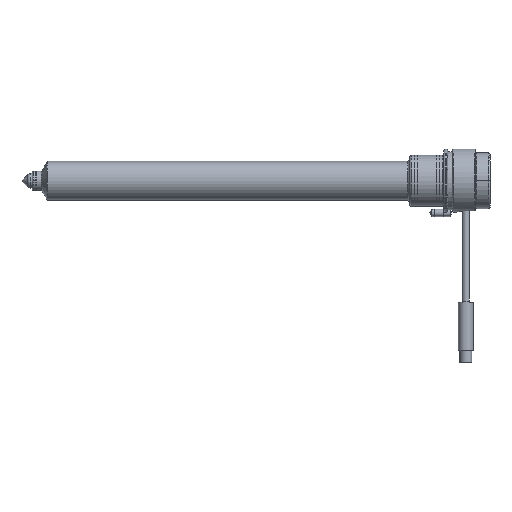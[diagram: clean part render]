
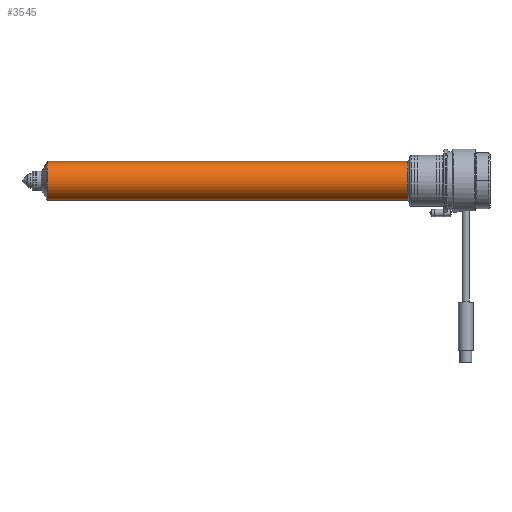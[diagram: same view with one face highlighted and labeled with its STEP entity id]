
A CAD part, top view. The second image highlights one B-rep face of the part: STEP entity #3545.
In plain terms, the highlighted cylindrical face has radius 8 mm (diameter 16 mm), a partial arc.
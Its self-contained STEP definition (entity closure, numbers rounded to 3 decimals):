
#1 = DIRECTION ( 'NONE',  ( 0., 0., -1. ) ) ;
#891 = AXIS2_PLACEMENT_3D ( 'NONE', #15429, #1, #3980 ) ;
#1057 = LINE ( 'NONE', #16539, #3499 ) ;
#1073 = CYLINDRICAL_SURFACE ( 'NONE', #16302, 8. ) ;
#1291 = DIRECTION ( 'NONE',  ( 0., 0., -1. ) ) ;
#1485 = LINE ( 'NONE', #2023, #5316 ) ;
#1655 = EDGE_CURVE ( 'NONE', #8389, #4336, #9136, .T. ) ;
#1687 = CARTESIAN_POINT ( 'NONE',  ( 8., 0., -10.436 ) ) ;
#2023 = CARTESIAN_POINT ( 'NONE',  ( 8., 0., 0. ) ) ;
#3499 = VECTOR ( 'NONE', #8870, 1000. ) ;
#3545 = ADVANCED_FACE ( 'NONE', ( #4717 ), #1073, .T. ) ;
#3980 = DIRECTION ( 'NONE',  ( -1., 0., 0. ) ) ;
#4336 = VERTEX_POINT ( 'NONE', #1687 ) ;
#4687 = CARTESIAN_POINT ( 'NONE',  ( -8., 0., -10.436 ) ) ;
#4717 = FACE_OUTER_BOUND ( 'NONE', #14210, .T. ) ;
#4890 = ORIENTED_EDGE ( 'NONE', *, *, #15267, .T. ) ;
#4978 = AXIS2_PLACEMENT_3D ( 'NONE', #13628, #7194, #16224 ) ;
#5316 = VECTOR ( 'NONE', #13606, 1000. ) ;
#5429 = ORIENTED_EDGE ( 'NONE', *, *, #9202, .T. ) ;
#6988 = ORIENTED_EDGE ( 'NONE', *, *, #14186, .F. ) ;
#7194 = DIRECTION ( 'NONE',  ( 0., 0., 1. ) ) ;
#8388 = VERTEX_POINT ( 'NONE', #9830 ) ;
#8389 = VERTEX_POINT ( 'NONE', #4687 ) ;
#8724 = VERTEX_POINT ( 'NONE', #14570 ) ;
#8870 = DIRECTION ( 'NONE',  ( 0., 0., -1. ) ) ;
#8875 = CARTESIAN_POINT ( 'NONE',  ( 0., 0., 0. ) ) ;
#9136 = CIRCLE ( 'NONE', #891, 8. ) ;
#9202 = EDGE_CURVE ( 'NONE', #4336, #8388, #1485, .T. ) ;
#9299 = CIRCLE ( 'NONE', #4978, 8. ) ;
#9830 = CARTESIAN_POINT ( 'NONE',  ( 8., 0., -159. ) ) ;
#12884 = DIRECTION ( 'NONE',  ( -1., 0., 0. ) ) ;
#13606 = DIRECTION ( 'NONE',  ( 0., 0., -1. ) ) ;
#13628 = CARTESIAN_POINT ( 'NONE',  ( 0., 0., -159. ) ) ;
#14186 = EDGE_CURVE ( 'NONE', #8389, #8724, #1057, .T. ) ;
#14210 = EDGE_LOOP ( 'NONE', ( #14973, #5429, #4890, #6988 ) ) ;
#14570 = CARTESIAN_POINT ( 'NONE',  ( -8., 0., -159. ) ) ;
#14973 = ORIENTED_EDGE ( 'NONE', *, *, #1655, .T. ) ;
#15267 = EDGE_CURVE ( 'NONE', #8388, #8724, #9299, .T. ) ;
#15429 = CARTESIAN_POINT ( 'NONE',  ( 0., 0., -10.436 ) ) ;
#16224 = DIRECTION ( 'NONE',  ( -1., 0., 0. ) ) ;
#16302 = AXIS2_PLACEMENT_3D ( 'NONE', #8875, #1291, #12884 ) ;
#16539 = CARTESIAN_POINT ( 'NONE',  ( -8., 0., 0. ) ) ;
